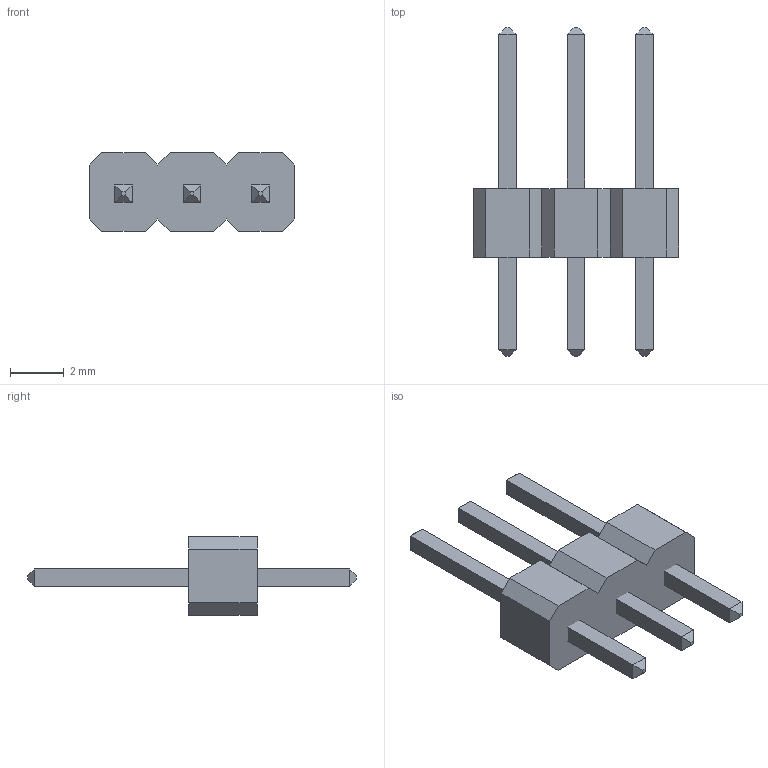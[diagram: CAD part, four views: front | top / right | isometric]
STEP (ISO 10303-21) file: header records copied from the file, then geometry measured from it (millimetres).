
FILE_DESCRIPTION (( 'STEP AP214' ), '1' );
FILE_NAME ('User Library-PinHeaderX3.STEP', '2016-04-12T21:09:47', ( 'Windows User' ), ( '' ), 'SwSTEP 2.0', 'SolidWorks 2016', '' );
FILE_SCHEMA (( 'AUTOMOTIVE_DESIGN' ));
Length unit declared in the file: millimetre
Products named in the file (3): User Library-PinHeaderX3; User Library-PinHeaderX3_PinHeader_Body_1; User Library-PinHeaderX3_PinHeader_Pins_1
Assembly tree (2 placements, depth 2):
  User Library-PinHeaderX3
    User Library-PinHeaderX3_PinHeader_Body_1
    User Library-PinHeaderX3_PinHeader_Pins_1
Bounding box: 7.62 x 12.19 x 2.92 mm (x, y, z)
Volume: 69.5 mm3; surface area: 197.9 mm2
Topology: 2 solids, 2 shells, 68 faces, 168 edges, 104 vertices
Faces by surface type: plane 68
Entity records: 2798 total; most frequent: CARTESIAN_POINT 345, ORIENTED_EDGE 336, DIRECTION 314, LINE 168, VECTOR 168, EDGE_CURVE 168, VERTEX_POINT 104, UNCERTAINTY_MEASURE_WITH_UNIT 75
